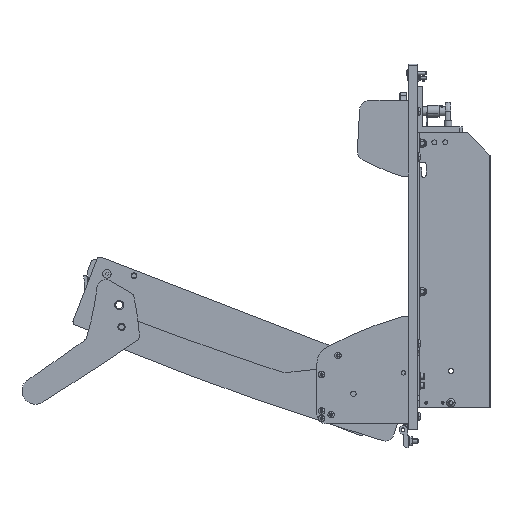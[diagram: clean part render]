
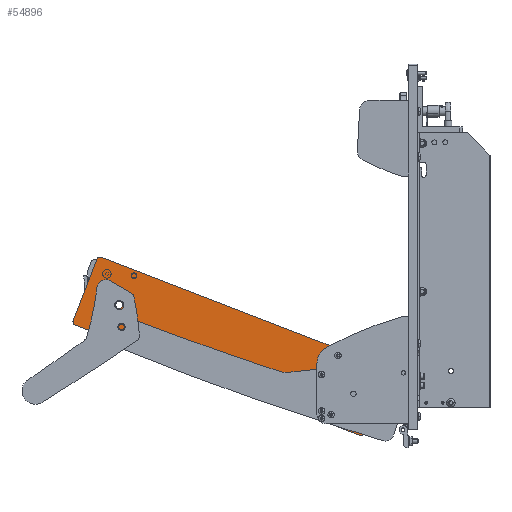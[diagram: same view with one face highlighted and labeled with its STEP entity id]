
A CAD part, left-side view. The second image highlights one B-rep face of the part: STEP entity #54896.
In plain terms, the highlighted face is planar.
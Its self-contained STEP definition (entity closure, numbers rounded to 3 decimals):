
#1080 = CARTESIAN_POINT ( 'NONE',  ( 167.5, 36., -5. ) ) ;
#1456 = ORIENTED_EDGE ( 'NONE', *, *, #61039, .T. ) ;
#3976 = DIRECTION ( 'NONE',  ( -1., 0., 0. ) ) ;
#4202 = VECTOR ( 'NONE', #57820, 1000. ) ;
#5859 = EDGE_CURVE ( 'NONE', #10005, #13151, #39000, .T. ) ;
#5955 = CARTESIAN_POINT ( 'NONE',  ( 141.5, 0., -5. ) ) ;
#6205 = CARTESIAN_POINT ( 'NONE',  ( -167.5, 40., -5. ) ) ;
#8035 = LINE ( 'NONE', #38391, #35485 ) ;
#8059 = CARTESIAN_POINT ( 'NONE',  ( -130.5, 2., -5. ) ) ;
#8777 = VERTEX_POINT ( 'NONE', #5955 ) ;
#9914 = PLANE ( 'NONE',  #55257 ) ;
#10005 = VERTEX_POINT ( 'NONE', #12241 ) ;
#11058 = LINE ( 'NONE', #28975, #4202 ) ;
#12241 = CARTESIAN_POINT ( 'NONE',  ( -167.5, -40., -5. ) ) ;
#12852 = ORIENTED_EDGE ( 'NONE', *, *, #49303, .F. ) ;
#13151 = VERTEX_POINT ( 'NONE', #66212 ) ;
#13208 = CIRCLE ( 'NONE', #21942, 4. ) ;
#13249 = VERTEX_POINT ( 'NONE', #6205 ) ;
#14496 = VERTEX_POINT ( 'NONE', #74438 ) ;
#14559 = AXIS2_PLACEMENT_3D ( 'NONE', #1080, #55191, #37679 ) ;
#14879 = ORIENTED_EDGE ( 'NONE', *, *, #27206, .T. ) ;
#15643 = CARTESIAN_POINT ( 'NONE',  ( 144.5, 0., -5. ) ) ;
#15740 = FACE_BOUND ( 'NONE', #16230, .T. ) ;
#15891 = DIRECTION ( 'NONE',  ( 0., 0., 1. ) ) ;
#16230 = EDGE_LOOP ( 'NONE', ( #27714, #51724 ) ) ;
#16539 = AXIS2_PLACEMENT_3D ( 'NONE', #29953, #67376, #60327 ) ;
#17392 = CARTESIAN_POINT ( 'NONE',  ( 144.5, 0., -5. ) ) ;
#17774 = DIRECTION ( 'NONE',  ( -1., 0., 0. ) ) ;
#18156 = CARTESIAN_POINT ( 'NONE',  ( 171.5, -40., -5. ) ) ;
#19342 = DIRECTION ( 'NONE',  ( -1., 0., 0. ) ) ;
#19580 = CARTESIAN_POINT ( 'NONE',  ( -171.5, -40., -5. ) ) ;
#20454 = CIRCLE ( 'NONE', #62756, 4. ) ;
#21465 = EDGE_CURVE ( 'NONE', #55250, #72512, #66488, .T. ) ;
#21942 = AXIS2_PLACEMENT_3D ( 'NONE', #8059, #74331, #62187 ) ;
#22112 = DIRECTION ( 'NONE',  ( -1., 0., 0. ) ) ;
#22501 = CARTESIAN_POINT ( 'NONE',  ( -130.5, 2., -5. ) ) ;
#24134 = ORIENTED_EDGE ( 'NONE', *, *, #73031, .T. ) ;
#24427 = AXIS2_PLACEMENT_3D ( 'NONE', #74798, #39983, #22112 ) ;
#26314 = VERTEX_POINT ( 'NONE', #64962 ) ;
#27113 = CARTESIAN_POINT ( 'NONE',  ( -126.5, 2., -5. ) ) ;
#27206 = EDGE_CURVE ( 'NONE', #51628, #43053, #55445, .T. ) ;
#27235 = EDGE_LOOP ( 'NONE', ( #64984, #14879 ) ) ;
#27408 = EDGE_CURVE ( 'NONE', #43053, #51628, #13208, .T. ) ;
#27714 = ORIENTED_EDGE ( 'NONE', *, *, #65960, .F. ) ;
#28032 = CIRCLE ( 'NONE', #34269, 3. ) ;
#28329 = DIRECTION ( 'NONE',  ( 0., 0., -1. ) ) ;
#28971 = CARTESIAN_POINT ( 'NONE',  ( -171.5, 40., -5. ) ) ;
#28975 = CARTESIAN_POINT ( 'NONE',  ( -171.5, -40., -5. ) ) ;
#29953 = CARTESIAN_POINT ( 'NONE',  ( 167.5, -36., -5. ) ) ;
#30801 = CARTESIAN_POINT ( 'NONE',  ( -167.5, 36., -5. ) ) ;
#30991 = DIRECTION ( 'NONE',  ( 0., 1., 0. ) ) ;
#31135 = VECTOR ( 'NONE', #68674, 1000. ) ;
#31515 = EDGE_CURVE ( 'NONE', #55250, #13151, #52537, .T. ) ;
#34269 = AXIS2_PLACEMENT_3D ( 'NONE', #17392, #28329, #17774 ) ;
#34558 = VERTEX_POINT ( 'NONE', #40679 ) ;
#35485 = VECTOR ( 'NONE', #19342, 1000. ) ;
#36566 = CARTESIAN_POINT ( 'NONE',  ( -134.5, 2., -5. ) ) ;
#37679 = DIRECTION ( 'NONE',  ( -1., 0., 0. ) ) ;
#37801 = ORIENTED_EDGE ( 'NONE', *, *, #5859, .F. ) ;
#38057 = AXIS2_PLACEMENT_3D ( 'NONE', #22501, #15891, #58326 ) ;
#38391 = CARTESIAN_POINT ( 'NONE',  ( -171.5, 40., -5. ) ) ;
#39000 = LINE ( 'NONE', #19580, #31135 ) ;
#39315 = CIRCLE ( 'NONE', #24427, 4. ) ;
#39474 = FACE_BOUND ( 'NONE', #27235, .T. ) ;
#39983 = DIRECTION ( 'NONE',  ( 0., 0., -1. ) ) ;
#40339 = ORIENTED_EDGE ( 'NONE', *, *, #42702, .T. ) ;
#40679 = CARTESIAN_POINT ( 'NONE',  ( -171.5, 36., -5. ) ) ;
#42437 = EDGE_LOOP ( 'NONE', ( #71856, #55208, #37801, #1456, #12852, #40339, #56689, #24134 ) ) ;
#42702 = EDGE_CURVE ( 'NONE', #34558, #13249, #20454, .T. ) ;
#43053 = VERTEX_POINT ( 'NONE', #27113 ) ;
#43600 = DIRECTION ( 'NONE',  ( -1., 0., 0. ) ) ;
#47255 = VECTOR ( 'NONE', #30991, 1000. ) ;
#49303 = EDGE_CURVE ( 'NONE', #34558, #26314, #11058, .T. ) ;
#51628 = VERTEX_POINT ( 'NONE', #36566 ) ;
#51724 = ORIENTED_EDGE ( 'NONE', *, *, #71482, .F. ) ;
#52537 = CIRCLE ( 'NONE', #16539, 4. ) ;
#52681 = DIRECTION ( 'NONE',  ( 0., 0., -1. ) ) ;
#53037 = VERTEX_POINT ( 'NONE', #66287 ) ;
#54896 = ADVANCED_FACE ( 'NONE', ( #15740, #39474, #63287 ), #9914, .T. ) ;
#55191 = DIRECTION ( 'NONE',  ( 0., 0., -1. ) ) ;
#55208 = ORIENTED_EDGE ( 'NONE', *, *, #31515, .T. ) ;
#55250 = VERTEX_POINT ( 'NONE', #74954 ) ;
#55257 = AXIS2_PLACEMENT_3D ( 'NONE', #28971, #52681, #71103 ) ;
#55445 = CIRCLE ( 'NONE', #38057, 4. ) ;
#56689 = ORIENTED_EDGE ( 'NONE', *, *, #61239, .F. ) ;
#57820 = DIRECTION ( 'NONE',  ( 0., -1., 0. ) ) ;
#58326 = DIRECTION ( 'NONE',  ( 1., 0., 0. ) ) ;
#60327 = DIRECTION ( 'NONE',  ( -1., 0., 0. ) ) ;
#61039 = EDGE_CURVE ( 'NONE', #10005, #26314, #39315, .T. ) ;
#61239 = EDGE_CURVE ( 'NONE', #14496, #13249, #8035, .T. ) ;
#62187 = DIRECTION ( 'NONE',  ( 1., 0., 0. ) ) ;
#62756 = AXIS2_PLACEMENT_3D ( 'NONE', #30801, #66295, #43600 ) ;
#63197 = DIRECTION ( 'NONE',  ( 0., 0., -1. ) ) ;
#63287 = FACE_OUTER_BOUND ( 'NONE', #42437, .T. ) ;
#64962 = CARTESIAN_POINT ( 'NONE',  ( -171.5, -36., -5. ) ) ;
#64984 = ORIENTED_EDGE ( 'NONE', *, *, #27408, .T. ) ;
#65960 = EDGE_CURVE ( 'NONE', #8777, #53037, #66727, .T. ) ;
#66212 = CARTESIAN_POINT ( 'NONE',  ( 167.5, -40., -5. ) ) ;
#66287 = CARTESIAN_POINT ( 'NONE',  ( 147.5, 0., -5. ) ) ;
#66295 = DIRECTION ( 'NONE',  ( 0., 0., -1. ) ) ;
#66488 = LINE ( 'NONE', #18156, #47255 ) ;
#66727 = CIRCLE ( 'NONE', #75504, 3. ) ;
#67376 = DIRECTION ( 'NONE',  ( 0., 0., -1. ) ) ;
#68674 = DIRECTION ( 'NONE',  ( 1., 0., 0. ) ) ;
#71103 = DIRECTION ( 'NONE',  ( -1., 0., 0. ) ) ;
#71482 = EDGE_CURVE ( 'NONE', #53037, #8777, #28032, .T. ) ;
#71856 = ORIENTED_EDGE ( 'NONE', *, *, #21465, .F. ) ;
#72512 = VERTEX_POINT ( 'NONE', #75725 ) ;
#73031 = EDGE_CURVE ( 'NONE', #14496, #72512, #73161, .T. ) ;
#73161 = CIRCLE ( 'NONE', #14559, 4. ) ;
#74331 = DIRECTION ( 'NONE',  ( 0., 0., 1. ) ) ;
#74438 = CARTESIAN_POINT ( 'NONE',  ( 167.5, 40., -5. ) ) ;
#74798 = CARTESIAN_POINT ( 'NONE',  ( -167.5, -36., -5. ) ) ;
#74954 = CARTESIAN_POINT ( 'NONE',  ( 171.5, -36., -5. ) ) ;
#75504 = AXIS2_PLACEMENT_3D ( 'NONE', #15643, #63197, #3976 ) ;
#75725 = CARTESIAN_POINT ( 'NONE',  ( 171.5, 36., -5. ) ) ;
